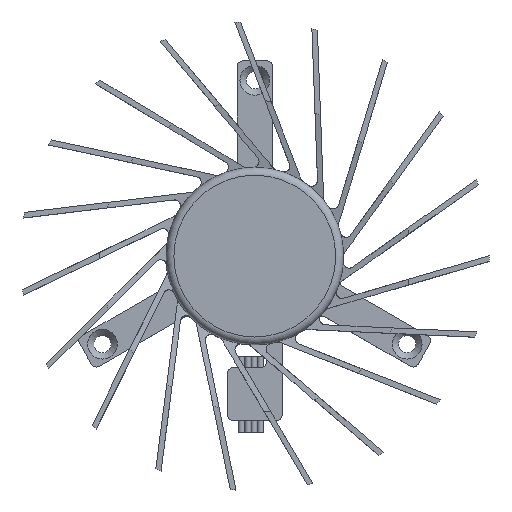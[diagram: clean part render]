
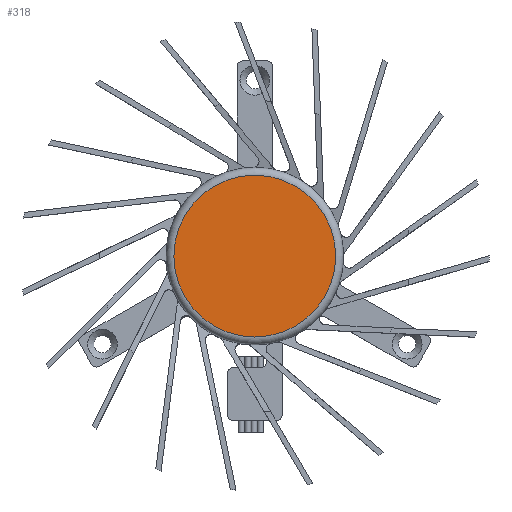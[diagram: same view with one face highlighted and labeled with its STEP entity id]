
A CAD part, top view. The second image highlights one B-rep face of the part: STEP entity #318.
In plain terms, the highlighted planar face has unit normal (0, 0, 1).
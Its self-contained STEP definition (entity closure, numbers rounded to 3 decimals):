
#318=ADVANCED_FACE('',(#636),#532,.T.);
#532=PLANE('',#3877);
#636=FACE_OUTER_BOUND('',#862,.T.);
#862=EDGE_LOOP('',(#1417));
#1149=CIRCLE('',#3876,10.35);
#1417=ORIENTED_EDGE('',*,*,#2862,.T.);
#2491=VERTEX_POINT('',#5576);
#2862=EDGE_CURVE('',#2491,#2491,#1149,.T.);
#3876=AXIS2_PLACEMENT_3D('',#5575,#4423,#4424);
#3877=AXIS2_PLACEMENT_3D('',#5577,#4425,#4426);
#4423=DIRECTION('',(0.,0.,1.));
#4424=DIRECTION('',(1.,0.,0.));
#4425=DIRECTION('',(0.,0.,1.));
#4426=DIRECTION('',(1.,0.,0.));
#5575=CARTESIAN_POINT('',(0.,0.,10.2));
#5576=CARTESIAN_POINT('',(10.35,0.,10.2));
#5577=CARTESIAN_POINT('',(0.,0.,10.2));
